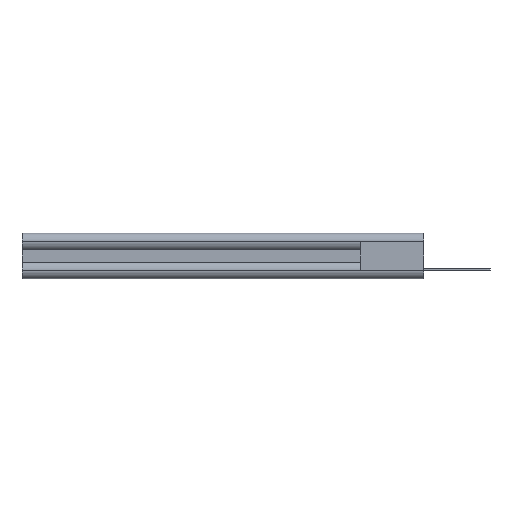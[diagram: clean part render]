
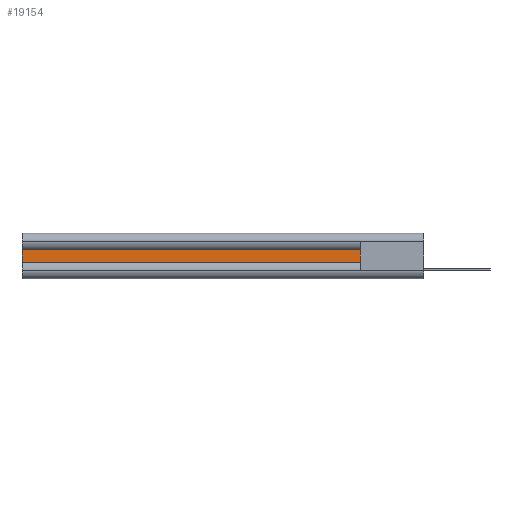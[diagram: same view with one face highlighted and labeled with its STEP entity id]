
A CAD part, left-side view. The second image highlights one B-rep face of the part: STEP entity #19154.
In plain terms, the highlighted planar face has unit normal (-1, 0, 0).
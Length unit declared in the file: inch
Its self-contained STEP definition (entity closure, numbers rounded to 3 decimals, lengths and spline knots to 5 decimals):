
#223 = CARTESIAN_POINT ( 'NONE',  ( 0.044, 0.473, -0.0465 ) ) ;
#1046 = DIRECTION ( 'NONE',  ( 0., 0., -1. ) ) ;
#1173 = DIRECTION ( 'NONE',  ( 0., 1., 0. ) ) ;
#1569 = EDGE_CURVE ( 'NONE', #13475, #11045, #12715, .T. ) ;
#2243 = VECTOR ( 'NONE', #1173, 39.37008 ) ;
#2310 = CARTESIAN_POINT ( 'NONE',  ( 0.044, 0.473, 0.0465 ) ) ;
#2608 = CARTESIAN_POINT ( 'NONE',  ( 0.044, 3., -0.0465 ) ) ;
#3134 = DIRECTION ( 'NONE',  ( 0., 0., -1. ) ) ;
#7284 = VECTOR ( 'NONE', #1046, 39.37008 ) ;
#7320 = VERTEX_POINT ( 'NONE', #17925 ) ;
#9374 = DIRECTION ( 'NONE',  ( 0., 1., 0. ) ) ;
#9584 = EDGE_CURVE ( 'NONE', #16836, #13475, #15107, .T. ) ;
#9635 = VECTOR ( 'NONE', #20793, 39.37008 ) ;
#11045 = VERTEX_POINT ( 'NONE', #2608 ) ;
#11203 = EDGE_CURVE ( 'NONE', #16836, #7320, #12811, .T. ) ;
#11545 = AXIS2_PLACEMENT_3D ( 'NONE', #19570, #14314, #3134 ) ;
#12132 = VECTOR ( 'NONE', #9374, 39.37008 ) ;
#12466 = PLANE ( 'NONE',  #11545 ) ;
#12715 = LINE ( 'NONE', #16665, #12132 ) ;
#12785 = LINE ( 'NONE', #19427, #7284 ) ;
#12811 = LINE ( 'NONE', #21193, #2243 ) ;
#13475 = VERTEX_POINT ( 'NONE', #15692 ) ;
#13776 = ORIENTED_EDGE ( 'NONE', *, *, #20836, .T. ) ;
#14314 = DIRECTION ( 'NONE',  ( 1., 0., 0. ) ) ;
#15107 = LINE ( 'NONE', #223, #9635 ) ;
#15178 = ORIENTED_EDGE ( 'NONE', *, *, #11203, .T. ) ;
#15692 = CARTESIAN_POINT ( 'NONE',  ( 0.044, 0.473, -0.0465 ) ) ;
#16351 = EDGE_LOOP ( 'NONE', ( #15178, #13776, #18646, #18907 ) ) ;
#16665 = CARTESIAN_POINT ( 'NONE',  ( 0.044, 0.37012, -0.0465 ) ) ;
#16836 = VERTEX_POINT ( 'NONE', #2310 ) ;
#17925 = CARTESIAN_POINT ( 'NONE',  ( 0.044, 3., 0.0465 ) ) ;
#18646 = ORIENTED_EDGE ( 'NONE', *, *, #1569, .F. ) ;
#18907 = ORIENTED_EDGE ( 'NONE', *, *, #9584, .F. ) ;
#19154 = ADVANCED_FACE ( 'NONE', ( #23372 ), #12466, .F. ) ;
#19427 = CARTESIAN_POINT ( 'NONE',  ( 0.044, 3., -0.0465 ) ) ;
#19570 = CARTESIAN_POINT ( 'NONE',  ( 0.044, 0.37012, -0.0465 ) ) ;
#20793 = DIRECTION ( 'NONE',  ( 0., 0., -1. ) ) ;
#20836 = EDGE_CURVE ( 'NONE', #7320, #11045, #12785, .T. ) ;
#21193 = CARTESIAN_POINT ( 'NONE',  ( 0.044, 0.37012, 0.0465 ) ) ;
#23372 = FACE_OUTER_BOUND ( 'NONE', #16351, .T. ) ;
